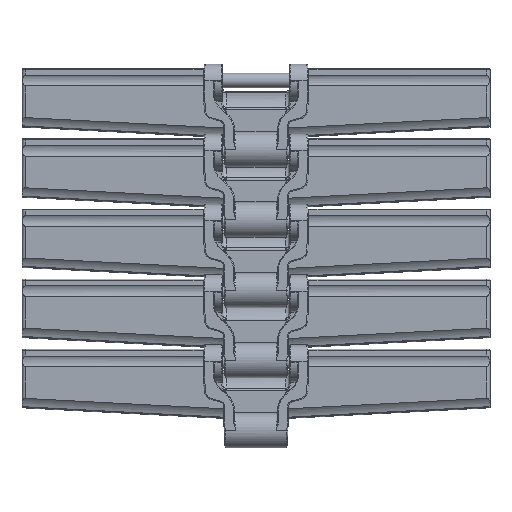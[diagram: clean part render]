
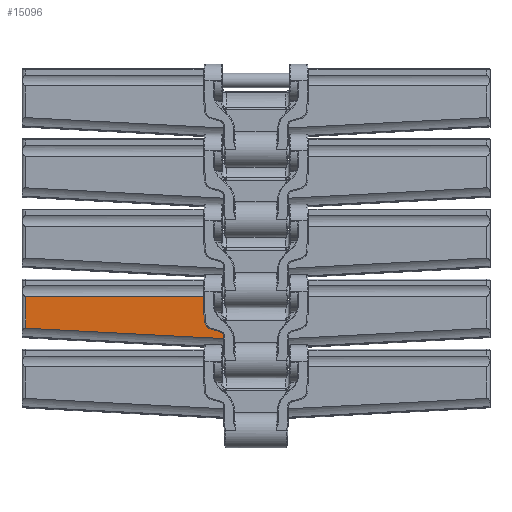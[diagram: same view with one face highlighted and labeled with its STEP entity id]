
A CAD part, front view. The second image highlights one B-rep face of the part: STEP entity #15096.
In plain terms, the highlighted planar face has unit normal (0, -1, 0).
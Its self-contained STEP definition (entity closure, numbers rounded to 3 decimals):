
#261 = B_SPLINE_CURVE_WITH_KNOTS ( 'NONE', 3,
 ( #10041, #6272, #4007, #2254, #24502, #26257, #20076, #18345, #3869, #12457, #20618, #12328, #26509, #22361, #20483, #20214, #2121, #8175, #10316, #1711 ),
 .UNSPECIFIED., .F., .F.,
 ( 4, 1, 1, 1, 2, 2, 2, 1, 1, 1, 2, 2, 4 ),
 ( 0., 0.125, 0.188, 0.219, 0.234, 0.25, 0.5, 0.625, 0.688, 0.719, 0.734, 0.75, 1. ),
 .UNSPECIFIED. ) ;
#419 = CARTESIAN_POINT ( 'NONE',  ( -26.96, -4.8, -0.155 ) ) ;
#450 = CARTESIAN_POINT ( 'NONE',  ( -125., -4.8, 15.893 ) ) ;
#541 = EDGE_CURVE ( 'NONE', #6269, #17878, #15954, .T. ) ;
#897 = EDGE_CURVE ( 'NONE', #10020, #12204, #21709, .T. ) ;
#1069 = EDGE_LOOP ( 'NONE', ( #21411, #22946, #14625, #7576, #20089, #12703, #15637, #9508, #24699 ) ) ;
#1711 = CARTESIAN_POINT ( 'NONE',  ( -19.724, -4.8, -3.152 ) ) ;
#1816 = CARTESIAN_POINT ( 'NONE',  ( -26.069, -4.8, -1.076 ) ) ;
#2121 = CARTESIAN_POINT ( 'NONE',  ( -18.839, -4.8, -3.552 ) ) ;
#2254 = CARTESIAN_POINT ( 'NONE',  ( -17.574, -4.8, -5.38 ) ) ;
#2453 = CARTESIAN_POINT ( 'NONE',  ( -27.79, -4.8, 1.404 ) ) ;
#2641 = DIRECTION ( 'NONE',  ( 0., 0., -1. ) ) ;
#3477 = AXIS2_PLACEMENT_3D ( 'NONE', #14981, #23015, #2641 ) ;
#3869 = CARTESIAN_POINT ( 'NONE',  ( -17.757, -4.8, -4.789 ) ) ;
#4007 = CARTESIAN_POINT ( 'NONE',  ( -17.519, -4.8, -5.652 ) ) ;
#4117 = VECTOR ( 'NONE', #25206, 1000. ) ;
#4234 = DIRECTION ( 'NONE',  ( -1., 0., 0. ) ) ;
#4466 = CARTESIAN_POINT ( 'NONE',  ( -27.547, -4.8, 0.833 ) ) ;
#4603 = CARTESIAN_POINT ( 'NONE',  ( -27.913, -4.8, 1.876 ) ) ;
#5039 = EDGE_CURVE ( 'NONE', #13667, #10020, #6577, .T. ) ;
#5394 = VECTOR ( 'NONE', #4234, 1000. ) ;
#6269 = VERTEX_POINT ( 'NONE', #12665 ) ;
#6272 = CARTESIAN_POINT ( 'NONE',  ( -17.5, -4.8, -5.889 ) ) ;
#6343 = CARTESIAN_POINT ( 'NONE',  ( -25.603, -4.8, -1.365 ) ) ;
#6577 = LINE ( 'NONE', #21046, #4117 ) ;
#6688 = VERTEX_POINT ( 'NONE', #20934 ) ;
#6747 = CARTESIAN_POINT ( 'NONE',  ( -19.724, -4.8, -3.152 ) ) ;
#7115 = VERTEX_POINT ( 'NONE', #8173 ) ;
#7576 = ORIENTED_EDGE ( 'NONE', *, *, #11371, .T. ) ;
#8006 = CARTESIAN_POINT ( 'NONE',  ( -24.288, -4.8, -1.929 ) ) ;
#8173 = CARTESIAN_POINT ( 'NONE',  ( -28.3, -4.8, 15.893 ) ) ;
#8175 = CARTESIAN_POINT ( 'NONE',  ( -19.124, -4.8, -3.365 ) ) ;
#8278 = LINE ( 'NONE', #23286, #9443 ) ;
#8405 = PLANE ( 'NONE',  #3477 ) ;
#8492 = CARTESIAN_POINT ( 'NONE',  ( -24.873, -4.8, -1.745 ) ) ;
#8627 = CARTESIAN_POINT ( 'NONE',  ( -25.525, -4.8, -1.412 ) ) ;
#9443 = VECTOR ( 'NONE', #21119, 1000. ) ;
#9508 = ORIENTED_EDGE ( 'NONE', *, *, #20064, .T. ) ;
#9626 = DIRECTION ( 'NONE',  ( 0.999, 0., -0.052 ) ) ;
#10006 = CARTESIAN_POINT ( 'NONE',  ( -27.407, -4.8, 0.543 ) ) ;
#10020 = VERTEX_POINT ( 'NONE', #21047 ) ;
#10041 = CARTESIAN_POINT ( 'NONE',  ( -17.5, -4.8, -6.05 ) ) ;
#10316 = CARTESIAN_POINT ( 'NONE',  ( -19.413, -4.8, -3.236 ) ) ;
#10565 = DIRECTION ( 'NONE',  ( 0., 0., 1. ) ) ;
#11371 = EDGE_CURVE ( 'NONE', #6688, #23346, #8278, .T. ) ;
#11894 = CARTESIAN_POINT ( 'NONE',  ( -27.966, -4.8, 2.366 ) ) ;
#12029 = CARTESIAN_POINT ( 'NONE',  ( -25.578, -4.8, -1.38 ) ) ;
#12159 = CARTESIAN_POINT ( 'NONE',  ( -28.3, -4.8, 8.607 ) ) ;
#12204 = VERTEX_POINT ( 'NONE', #24763 ) ;
#12328 = CARTESIAN_POINT ( 'NONE',  ( -18.393, -4.8, -3.903 ) ) ;
#12457 = CARTESIAN_POINT ( 'NONE',  ( -17.914, -4.8, -4.493 ) ) ;
#12651 = CARTESIAN_POINT ( 'NONE',  ( -27.573, -4.8, 0.891 ) ) ;
#12665 = CARTESIAN_POINT ( 'NONE',  ( -125., -4.8, -1.333 ) ) ;
#12703 = ORIENTED_EDGE ( 'NONE', *, *, #5039, .T. ) ;
#12830 = FACE_OUTER_BOUND ( 'NONE', #1069, .T. ) ;
#13667 = VERTEX_POINT ( 'NONE', #6747 ) ;
#14530 = CARTESIAN_POINT ( 'NONE',  ( -27.966, -4.8, 2.366 ) ) ;
#14625 = ORIENTED_EDGE ( 'NONE', *, *, #21704, .T. ) ;
#14794 = CARTESIAN_POINT ( 'NONE',  ( -25.446, -4.8, -1.458 ) ) ;
#14981 = CARTESIAN_POINT ( 'NONE',  ( 127., -4.8, 9.994 ) ) ;
#15096 = ADVANCED_FACE ( 'NONE', ( #12830 ), #8405, .T. ) ;
#15297 = VECTOR ( 'NONE', #10565, 1000. ) ;
#15637 = ORIENTED_EDGE ( 'NONE', *, *, #897, .T. ) ;
#15954 = LINE ( 'NONE', #24111, #18225 ) ;
#16082 = CARTESIAN_POINT ( 'NONE',  ( -28.3, -4.8, 8.607 ) ) ;
#16437 = LINE ( 'NONE', #24588, #5394 ) ;
#16669 = CARTESIAN_POINT ( 'NONE',  ( -25.258, -4.8, -1.561 ) ) ;
#17124 = LINE ( 'NONE', #20867, #15297 ) ;
#17548 = EDGE_CURVE ( 'NONE', #25528, #7115, #17124, .T. ) ;
#17742 = EDGE_CURVE ( 'NONE', #7115, #17878, #16437, .T. ) ;
#17878 = VERTEX_POINT ( 'NONE', #450 ) ;
#17919 = CARTESIAN_POINT ( 'NONE',  ( -125., -4.8, -1.333 ) ) ;
#18225 = VECTOR ( 'NONE', #20074, 1000. ) ;
#18345 = CARTESIAN_POINT ( 'NONE',  ( -17.644, -4.8, -5.131 ) ) ;
#20064 = EDGE_CURVE ( 'NONE', #12204, #25528, #24577, .T. ) ;
#20074 = DIRECTION ( 'NONE',  ( 0., 0., 1. ) ) ;
#20076 = CARTESIAN_POINT ( 'NONE',  ( -17.638, -4.8, -5.149 ) ) ;
#20089 = ORIENTED_EDGE ( 'NONE', *, *, #20548, .T. ) ;
#20214 = CARTESIAN_POINT ( 'NONE',  ( -18.82, -4.8, -3.564 ) ) ;
#20308 = CARTESIAN_POINT ( 'NONE',  ( -28.189, -4.8, 4.44 ) ) ;
#20483 = CARTESIAN_POINT ( 'NONE',  ( -18.786, -4.8, -3.588 ) ) ;
#20548 = EDGE_CURVE ( 'NONE', #23346, #13667, #261, .T. ) ;
#20618 = CARTESIAN_POINT ( 'NONE',  ( -18.223, -4.8, -4.089 ) ) ;
#20804 = CARTESIAN_POINT ( 'NONE',  ( -24.526, -4.8, -1.865 ) ) ;
#20867 = CARTESIAN_POINT ( 'NONE',  ( -28.3, -4.8, 9.994 ) ) ;
#20934 = CARTESIAN_POINT ( 'NONE',  ( -17.5, -4.8, -6.967 ) ) ;
#21046 = CARTESIAN_POINT ( 'NONE',  ( -19.724, -4.8, -3.152 ) ) ;
#21047 = CARTESIAN_POINT ( 'NONE',  ( -24.288, -4.8, -1.929 ) ) ;
#21119 = DIRECTION ( 'NONE',  ( 0., 0., 1. ) ) ;
#21411 = ORIENTED_EDGE ( 'NONE', *, *, #17742, .T. ) ;
#21704 = EDGE_CURVE ( 'NONE', #6269, #6688, #25698, .T. ) ;
#21709 = B_SPLINE_CURVE_WITH_KNOTS ( 'NONE', 3,
 ( #8006, #20804, #8492, #16669, #14794, #8627, #12029, #6343, #1816, #24834, #419, #22823, #10006, #23100, #4466, #12651, #25095, #2453, #4603, #14530 ),
 .UNSPECIFIED., .F., .F.,
 ( 4, 1, 1, 1, 2, 2, 2, 1, 1, 1, 2, 2, 4 ),
 ( 0., 0.125, 0.188, 0.219, 0.234, 0.25, 0.5, 0.625, 0.688, 0.719, 0.734, 0.75, 1. ),
 .UNSPECIFIED. ) ;
#22124 = CARTESIAN_POINT ( 'NONE',  ( -17.5, -4.8, -6.05 ) ) ;
#22361 = CARTESIAN_POINT ( 'NONE',  ( -18.734, -4.8, -3.624 ) ) ;
#22823 = CARTESIAN_POINT ( 'NONE',  ( -27.187, -4.8, 0.155 ) ) ;
#22946 = ORIENTED_EDGE ( 'NONE', *, *, #541, .F. ) ;
#23015 = DIRECTION ( 'NONE',  ( 0., -1., 0. ) ) ;
#23100 = CARTESIAN_POINT ( 'NONE',  ( -27.507, -4.8, 0.745 ) ) ;
#23286 = CARTESIAN_POINT ( 'NONE',  ( -17.5, -4.8, -14.15 ) ) ;
#23346 = VERTEX_POINT ( 'NONE', #22124 ) ;
#23979 = VECTOR ( 'NONE', #9626, 1000. ) ;
#24111 = CARTESIAN_POINT ( 'NONE',  ( -125., -4.8, 100.796 ) ) ;
#24502 = CARTESIAN_POINT ( 'NONE',  ( -17.609, -4.8, -5.245 ) ) ;
#24577 = B_SPLINE_CURVE_WITH_KNOTS ( 'NONE', 3,
 ( #11894, #20308, #26347, #12159 ),
 .UNSPECIFIED., .F., .F.,
 ( 4, 4 ),
 ( 0., 1. ),
 .UNSPECIFIED. ) ;
#24588 = CARTESIAN_POINT ( 'NONE',  ( -127., -4.8, 15.893 ) ) ;
#24699 = ORIENTED_EDGE ( 'NONE', *, *, #17548, .T. ) ;
#24763 = CARTESIAN_POINT ( 'NONE',  ( -27.966, -4.8, 2.366 ) ) ;
#24834 = CARTESIAN_POINT ( 'NONE',  ( -26.457, -4.8, -0.743 ) ) ;
#25095 = CARTESIAN_POINT ( 'NONE',  ( -27.586, -4.8, 0.922 ) ) ;
#25206 = DIRECTION ( 'NONE',  ( -0.966, 0., 0.259 ) ) ;
#25528 = VERTEX_POINT ( 'NONE', #16082 ) ;
#25698 = LINE ( 'NONE', #17919, #23979 ) ;
#26257 = CARTESIAN_POINT ( 'NONE',  ( -17.627, -4.8, -5.188 ) ) ;
#26347 = CARTESIAN_POINT ( 'NONE',  ( -28.3, -4.8, 6.521 ) ) ;
#26509 = CARTESIAN_POINT ( 'NONE',  ( -18.616, -4.8, -3.713 ) ) ;
